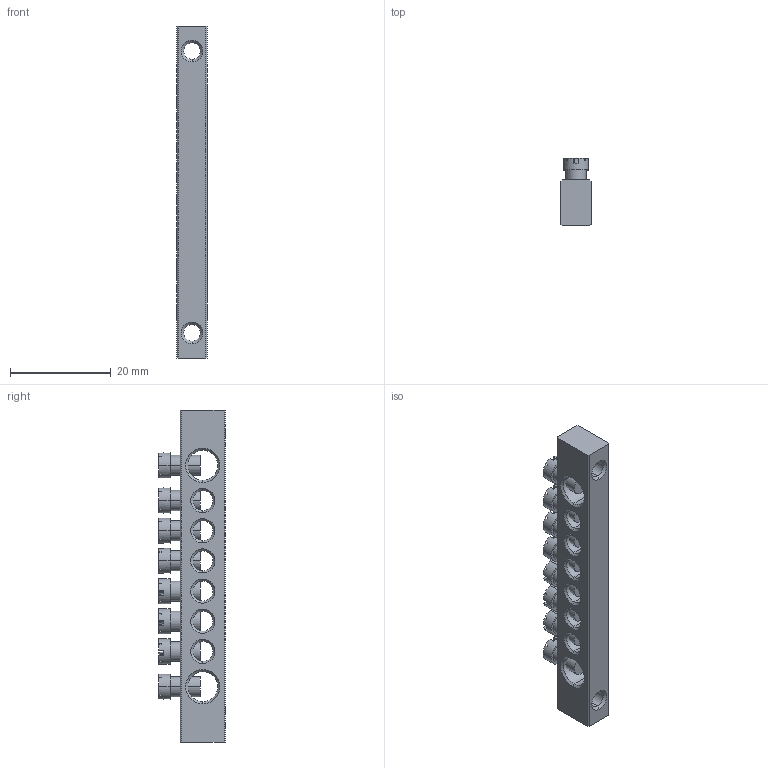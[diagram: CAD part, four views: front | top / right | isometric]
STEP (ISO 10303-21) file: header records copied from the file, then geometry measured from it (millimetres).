
FILE_DESCRIPTION (( 'STEP AP214' ), '1' );
FILE_NAME ('YNN11-08-100 Øèíà PEN çåìëÿ-íîëü 6õ9ìì 8_2 (8ãðóïïû_êðåï ïî êðàÿì) ÈÝÊ.STEP', '2016-08-24T13:27:23', ( 'user' ), ( '' ), 'SwSTEP 2.0', 'SolidWorks 2014', '' );
FILE_SCHEMA (( 'AUTOMOTIVE_DESIGN' ));
Length unit declared in the file: millimetre
Products named in the file (3): YNN11-08-100 Øèíà PEN çåìëÿ-íîëü 6õ9ìì 8_2 (8ãðóïïû_êðåï ïî êðàÿì) ÈÝÊ; Øèíà ÂõÍ n-2_6å9 8-2; Âèíò_Œ4
Assembly tree (9 placements, depth 2):
  YNN11-08-100 Øèíà PEN çåìëÿ-íîëü 6õ9ìì 8_2 (8ãðóïïû_êðåï ïî êðàÿì) ÈÝÊ
    Øèíà ÂõÍ n-2_6å9 8-2
    Âèíò_Œ4  x8
Bounding box: 6 x 13.3 x 66 mm (x, y, z)
Volume: 3284.5 mm3; surface area: 3947.9 mm2
Topology: 9 solids, 9 shells, 418 faces, 1124 edges, 724 vertices
Faces by surface type: plane 258, cone 92, cylinder 68
Entity records: 5027 total; most frequent: CARTESIAN_POINT 1211, DIRECTION 759, ORIENTED_EDGE 690, EDGE_CURVE 345, AXIS2_PLACEMENT_3D 295, VERTEX_POINT 213, EDGE_LOOP 176, LINE 169
